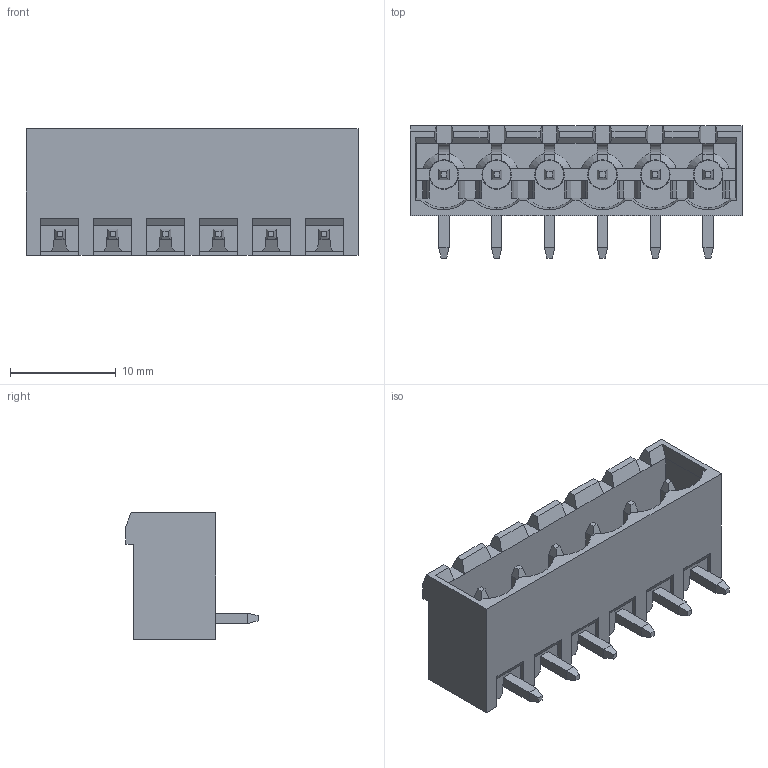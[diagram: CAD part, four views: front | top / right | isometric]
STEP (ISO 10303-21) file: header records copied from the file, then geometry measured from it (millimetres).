
FILE_DESCRIPTION(('FreeCAD Model'),'2;1');
FILE_NAME('Open CASCADE Shape Model','2024-11-06T09:56:59',(''),(''), 'Open CASCADE STEP processor 7.6','FreeCAD','Unknown');
FILE_SCHEMA(('AUTOMOTIVE_DESIGN { 1 0 10303 214 1 1 1 1 }'));
Length unit declared in the file: millimetre
Products named in the file (1): CUI_DEVICES_TBP04R12-500-06BE
Bounding box: 31.4 x 12.5 x 12 mm (x, y, z)
Volume: 1300.6 mm3; surface area: 2750.7 mm2
Topology: 1 solids, 1 shells, 441 faces, 1192 edges, 759 vertices
Faces by surface type: plane 381, cone 36, cylinder 24
Entity records: 16786 total; most frequent: CARTESIAN_POINT 2669, ORIENTED_EDGE 2384, DIRECTION 2148, EDGE_CURVE 1192, LINE 976, VECTOR 976, VERTEX_POINT 759, AXIS2_PLACEMENT_3D 586
